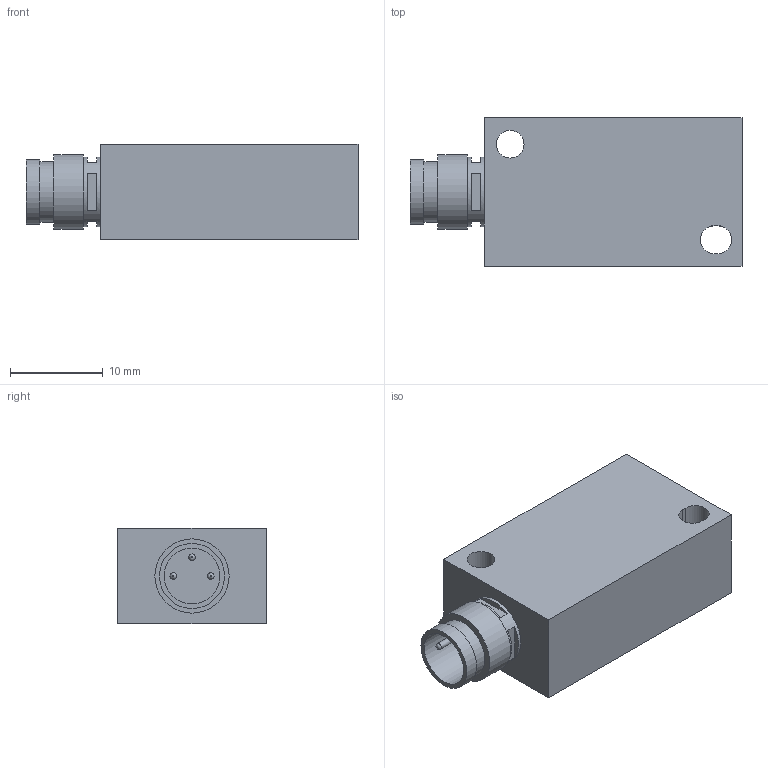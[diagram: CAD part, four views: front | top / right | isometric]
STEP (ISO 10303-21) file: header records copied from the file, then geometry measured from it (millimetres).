
FILE_DESCRIPTION(/* description */ (''),/* implementation_level */ '2;1');
FILE_NAME(/* name */ 'CAD_40671.stp',/* time_stamp */ '2016-05-07T10:21:30+02:00',/* author */ ('Hypex'),/* organization */ ('Hypex'),/* preprocessor_version */ 'ST-DEVELOPER v16.1',/* originating_system */ 'Autodesk Inventor 2016',/* authorisation */ '');
FILE_SCHEMA (('AUTOMOTIVE_DESIGN { 1 0 10303 214 3 1 1 }'));
Length unit declared in the file: millimetre
Products named in the file (1): CAD_40671
Bounding box: 35.8 x 16 x 10.3 mm (x, y, z)
Volume: 4627.2 mm3; surface area: 2305 mm2
Topology: 1 solids, 1 shells, 44 faces, 87 edges, 57 vertices
Faces by surface type: plane 27, cylinder 14, bspline 3
Full cylindrical faces by diameter (mm): 0.7 x3, 3 x1, 6 x1, 6.5 x1, 7 x2, 7.5 x1, 8 x1
Entity records: 1247 total; most frequent: CARTESIAN_POINT 258, DIRECTION 194, ORIENTED_EDGE 148, AXIS2_PLACEMENT_3D 81, EDGE_CURVE 74, EDGE_LOOP 71, VERTEX_POINT 55, STYLED_ITEM 45
